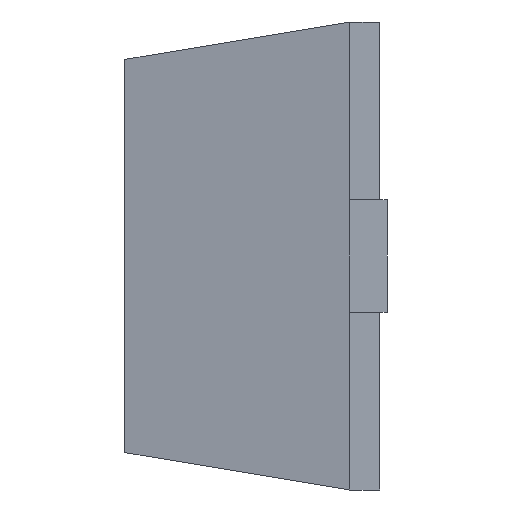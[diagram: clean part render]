
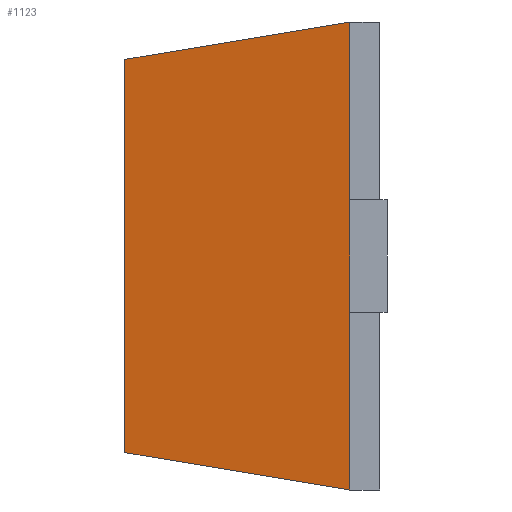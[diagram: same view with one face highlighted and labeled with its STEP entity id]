
A CAD part, left-side view. The second image highlights one B-rep face of the part: STEP entity #1123.
In plain terms, the highlighted planar face has unit normal (-0.986, 0.164, 0).
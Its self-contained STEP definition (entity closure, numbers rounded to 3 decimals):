
#26 = CARTESIAN_POINT ( 'NONE',  ( -0.85, 0.08, 0. ) ) ;
#57 = EDGE_CURVE ( 'NONE', #69, #256, #329, .T. ) ;
#69 = VERTEX_POINT ( 'NONE', #320 ) ;
#83 = VECTOR ( 'NONE', #1098, 1000. ) ;
#84 = EDGE_LOOP ( 'NONE', ( #574, #444, #1023, #537, #160, #1189 ) ) ;
#121 = DIRECTION ( 'NONE',  ( -0.162, -0.973, 0.162 ) ) ;
#141 = CARTESIAN_POINT ( 'NONE',  ( -0.85, 0.08, 1.25 ) ) ;
#144 = VERTEX_POINT ( 'NONE', #141 ) ;
#160 = ORIENTED_EDGE ( 'NONE', *, *, #558, .F. ) ;
#199 = CARTESIAN_POINT ( 'NONE',  ( -0.85, 0.08, 0.775 ) ) ;
#208 = EDGE_CURVE ( 'NONE', #571, #144, #1210, .T. ) ;
#218 = LINE ( 'NONE', #497, #671 ) ;
#233 = CARTESIAN_POINT ( 'NONE',  ( -0.85, 0.08, 1.25 ) ) ;
#256 = VERTEX_POINT ( 'NONE', #26 ) ;
#297 = VECTOR ( 'NONE', #1131, 1000. ) ;
#320 = CARTESIAN_POINT ( 'NONE',  ( -0.85, 0.08, 0.475 ) ) ;
#329 = LINE ( 'NONE', #233, #83 ) ;
#370 = PLANE ( 'NONE',  #403 ) ;
#403 = AXIS2_PLACEMENT_3D ( 'NONE', #950, #1045, #1142 ) ;
#431 = VERTEX_POINT ( 'NONE', #695 ) ;
#435 = VECTOR ( 'NONE', #121, 1000. ) ;
#437 = CARTESIAN_POINT ( 'NONE',  ( -0.817, 0.277, 0.033 ) ) ;
#444 = ORIENTED_EDGE ( 'NONE', *, *, #1025, .T. ) ;
#497 = CARTESIAN_POINT ( 'NONE',  ( -0.85, 0.08, 1.25 ) ) ;
#537 = ORIENTED_EDGE ( 'NONE', *, *, #57, .F. ) ;
#558 = EDGE_CURVE ( 'NONE', #699, #69, #218, .T. ) ;
#571 = VERTEX_POINT ( 'NONE', #1069 ) ;
#574 = ORIENTED_EDGE ( 'NONE', *, *, #208, .F. ) ;
#660 = CARTESIAN_POINT ( 'NONE',  ( -0.75, 0.68, 1.25 ) ) ;
#671 = VECTOR ( 'NONE', #1066, 1000. ) ;
#692 = CARTESIAN_POINT ( 'NONE',  ( -0.85, 0.08, 1.25 ) ) ;
#695 = CARTESIAN_POINT ( 'NONE',  ( -0.75, 0.68, 0.1 ) ) ;
#699 = VERTEX_POINT ( 'NONE', #199 ) ;
#705 = FACE_OUTER_BOUND ( 'NONE', #84, .T. ) ;
#807 = VECTOR ( 'NONE', #838, 1000. ) ;
#833 = EDGE_CURVE ( 'NONE', #256, #431, #1145, .T. ) ;
#838 = DIRECTION ( 'NONE',  ( 0., 0., -1. ) ) ;
#918 = VECTOR ( 'NONE', #1110, 1000. ) ;
#936 = CARTESIAN_POINT ( 'NONE',  ( -0.85, 0.08, 1.25 ) ) ;
#950 = CARTESIAN_POINT ( 'NONE',  ( -0.85, 0.08, 1.25 ) ) ;
#980 = EDGE_CURVE ( 'NONE', #144, #699, #1052, .T. ) ;
#1023 = ORIENTED_EDGE ( 'NONE', *, *, #833, .F. ) ;
#1025 = EDGE_CURVE ( 'NONE', #571, #431, #1065, .T. ) ;
#1045 = DIRECTION ( 'NONE',  ( 0.986, -0.164, 0. ) ) ;
#1052 = LINE ( 'NONE', #936, #297 ) ;
#1065 = LINE ( 'NONE', #660, #807 ) ;
#1066 = DIRECTION ( 'NONE',  ( 0., 0., -1. ) ) ;
#1069 = CARTESIAN_POINT ( 'NONE',  ( -0.75, 0.68, 1.15 ) ) ;
#1098 = DIRECTION ( 'NONE',  ( 0., 0., -1. ) ) ;
#1110 = DIRECTION ( 'NONE',  ( 0.162, 0.973, 0.162 ) ) ;
#1123 = ADVANCED_FACE ( 'NONE', ( #705 ), #370, .F. ) ;
#1131 = DIRECTION ( 'NONE',  ( 0., 0., -1. ) ) ;
#1142 = DIRECTION ( 'NONE',  ( 0.164, 0.986, 0. ) ) ;
#1145 = LINE ( 'NONE', #437, #918 ) ;
#1189 = ORIENTED_EDGE ( 'NONE', *, *, #980, .F. ) ;
#1210 = LINE ( 'NONE', #692, #435 ) ;
